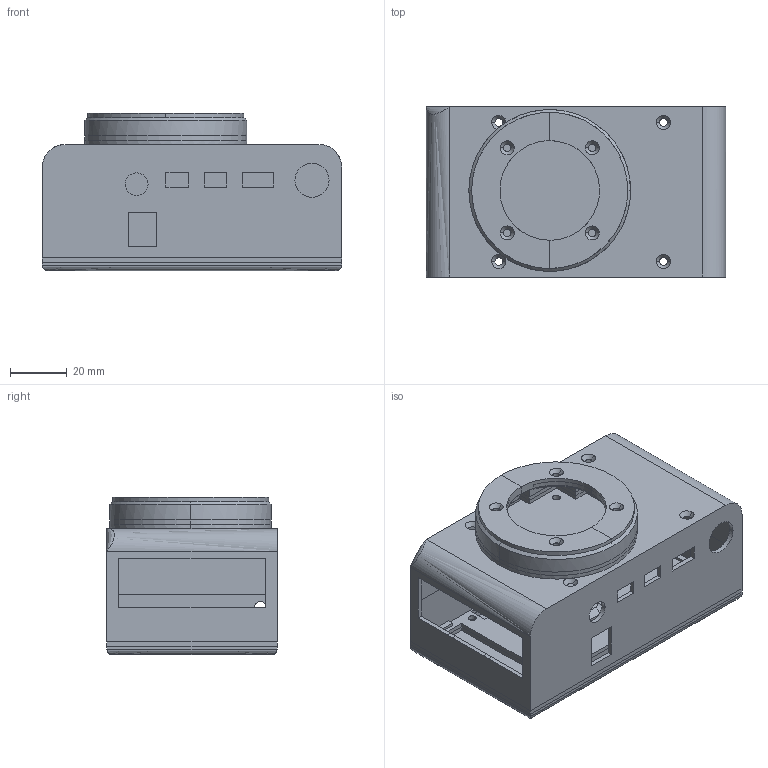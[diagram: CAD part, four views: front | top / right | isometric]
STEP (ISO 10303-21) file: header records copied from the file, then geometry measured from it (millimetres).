
FILE_DESCRIPTION(/* description */ (''),/* implementation_level */ '2;1');
FILE_NAME(/* name */ 'CINEPI~1',/* time_stamp */ '2021-08-07T21:23:31-06:00',/* author */ (''),/* organization */ (''),/* preprocessor_version */ 'ST-DEVELOPER v15',/* originating_system */ '',/* authorisation */ '');
FILE_SCHEMA (('AUTOMOTIVE_DESIGN'));
Length unit declared in the file: millimetre
Products named in the file (1): Document
Bounding box: 105.5 x 60 x 55.5 mm (x, y, z)
Volume: 63731.8 mm3; surface area: 61148.7 mm2
Topology: 5 solids, 5 shells, 353 faces, 976 edges, 664 vertices
Faces by surface type: plane 211, bspline 142
Entity records: 10965 total; most frequent: CARTESIAN_POINT 5234, ORIENTED_EDGE 1732, EDGE_CURVE 866, B_SPLINE_CURVE_WITH_KNOTS 573, VERTEX_POINT 538, EDGE_LOOP 428, ADVANCED_FACE 353, FACE_OUTER_BOUND 353
